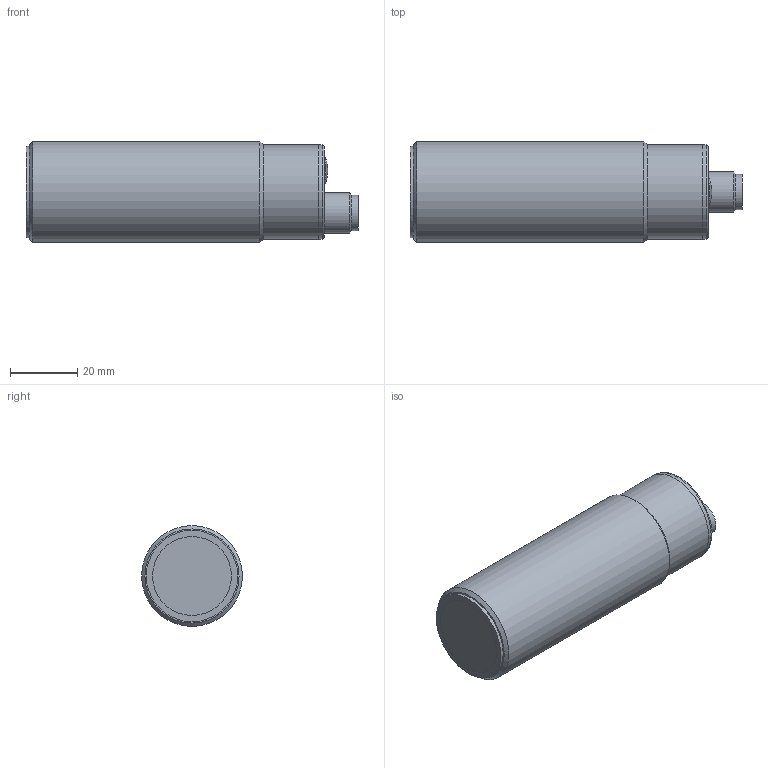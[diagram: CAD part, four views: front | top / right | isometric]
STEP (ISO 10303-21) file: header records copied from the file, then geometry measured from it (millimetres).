
FILE_DESCRIPTION( ( 'Unknown' ), '1' );
FILE_NAME( 'UT1B_0E_fig.stp', 'Unknown', ( 'Unknown' ), ( 'Unknown' ), 'PSStep 17.0.49', 'Unknown', ' ' );
FILE_SCHEMA( ( 'AUTOMOTIVE_DESIGN { 1 0 10303 214 1 1 1 1 }' ) );
Length unit declared in the file: millimetre
Products named in the file (6): Assem1; -oa0
Assembly tree (5 placements, depth 2):
  Assem1
    -oa0
    -oa0
    -oa0
    -oa0
    -oa0
Bounding box: 98.8 x 30 x 30 mm (x, y, z)
Volume: 61516.9 mm3; surface area: 13360.6 mm2
Topology: 5 solids, 9 shells, 70 faces, 145 edges, 96 vertices
Faces by surface type: plane 30, cylinder 24, cone 12, torus 3, sphere 1
Full cylindrical faces by diameter (mm): 1 x4, 1.8 x4, 8 x2, 8.3 x2, 9.25 x1, 9.45 x1, 10.5 x1, 12 x1, 23.5 x1, 27.2 x1, 28 x2, 30 x1
Entity records: 1666 total; most frequent: DIRECTION 300, CARTESIAN_POINT 257, ORIENTED_EDGE 178, AXIS2_PLACEMENT_3D 139, EDGE_LOOP 116, FACE_OUTER_BOUND 93, EDGE_CURVE 89, VERTEX_POINT 76
